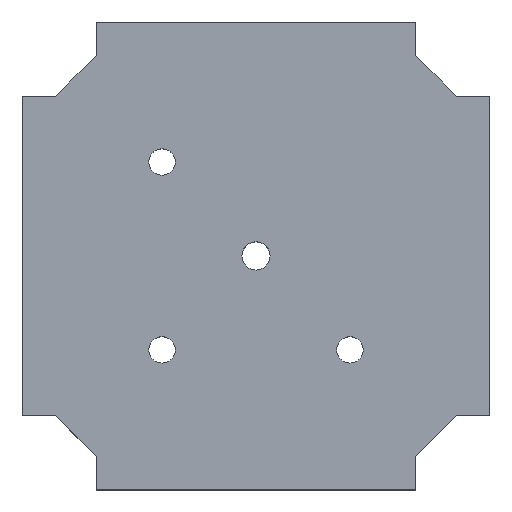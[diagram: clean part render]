
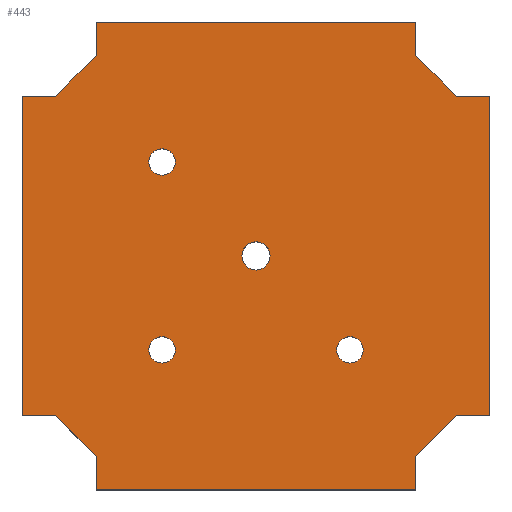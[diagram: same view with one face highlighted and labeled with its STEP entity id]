
A CAD part, top view. The second image highlights one B-rep face of the part: STEP entity #443.
In plain terms, the highlighted planar face has unit normal (0, 0, 1).
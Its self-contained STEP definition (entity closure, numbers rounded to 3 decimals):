
#19=FACE_BOUND('',#72,.T.);
#20=FACE_BOUND('',#73,.T.);
#21=FACE_BOUND('',#74,.T.);
#22=FACE_BOUND('',#75,.T.);
#27=CIRCLE('',#486,1.5);
#28=CIRCLE('',#487,1.4);
#29=CIRCLE('',#488,1.4);
#30=CIRCLE('',#489,1.4);
#49=FACE_OUTER_BOUND('',#71,.T.);
#71=EDGE_LOOP('',(#347,#348,#349,#350,#351,#352,#353,#354,#355,#356,#357,
#358,#359,#360,#361,#362));
#72=EDGE_LOOP('',(#363));
#73=EDGE_LOOP('',(#364));
#74=EDGE_LOOP('',(#365));
#75=EDGE_LOOP('',(#366));
#89=LINE('',#623,#141);
#93=LINE('',#630,#145);
#96=LINE('',#636,#148);
#99=LINE('',#644,#151);
#102=LINE('',#650,#154);
#106=LINE('',#657,#158);
#109=LINE('',#665,#161);
#113=LINE('',#672,#165);
#116=LINE('',#678,#168);
#119=LINE('',#686,#171);
#122=LINE('',#692,#174);
#126=LINE('',#699,#178);
#128=LINE('',#702,#180);
#130=LINE('',#705,#182);
#131=LINE('',#707,#183);
#132=LINE('',#708,#184);
#141=VECTOR('',#507,10.);
#145=VECTOR('',#513,10.);
#148=VECTOR('',#518,10.);
#151=VECTOR('',#523,10.);
#154=VECTOR('',#528,10.);
#158=VECTOR('',#534,10.);
#161=VECTOR('',#539,10.);
#165=VECTOR('',#545,10.);
#168=VECTOR('',#550,10.);
#171=VECTOR('',#555,10.);
#174=VECTOR('',#560,10.);
#178=VECTOR('',#566,10.);
#180=VECTOR('',#570,10.);
#182=VECTOR('',#574,10.);
#183=VECTOR('',#577,10.);
#184=VECTOR('',#578,10.);
#193=VERTEX_POINT('',#620);
#194=VERTEX_POINT('',#622);
#196=VERTEX_POINT('',#628);
#198=VERTEX_POINT('',#634);
#201=VERTEX_POINT('',#641);
#202=VERTEX_POINT('',#643);
#204=VERTEX_POINT('',#649);
#206=VERTEX_POINT('',#655);
#209=VERTEX_POINT('',#662);
#210=VERTEX_POINT('',#664);
#212=VERTEX_POINT('',#670);
#214=VERTEX_POINT('',#676);
#217=VERTEX_POINT('',#683);
#218=VERTEX_POINT('',#685);
#220=VERTEX_POINT('',#691);
#222=VERTEX_POINT('',#697);
#223=VERTEX_POINT('',#709);
#224=VERTEX_POINT('',#711);
#225=VERTEX_POINT('',#713);
#226=VERTEX_POINT('',#715);
#233=EDGE_CURVE('',#193,#194,#89,.T.);
#237=EDGE_CURVE('',#196,#193,#93,.T.);
#240=EDGE_CURVE('',#198,#196,#96,.T.);
#243=EDGE_CURVE('',#202,#201,#99,.T.);
#246=EDGE_CURVE('',#204,#202,#102,.T.);
#250=EDGE_CURVE('',#201,#206,#106,.T.);
#253=EDGE_CURVE('',#210,#209,#109,.T.);
#257=EDGE_CURVE('',#209,#212,#113,.T.);
#260=EDGE_CURVE('',#212,#214,#116,.T.);
#263=EDGE_CURVE('',#218,#217,#119,.T.);
#266=EDGE_CURVE('',#220,#218,#122,.T.);
#270=EDGE_CURVE('',#217,#222,#126,.T.);
#272=EDGE_CURVE('',#214,#194,#128,.T.);
#274=EDGE_CURVE('',#222,#210,#130,.T.);
#275=EDGE_CURVE('',#206,#220,#131,.T.);
#276=EDGE_CURVE('',#204,#198,#132,.T.);
#277=EDGE_CURVE('',#223,#223,#27,.T.);
#278=EDGE_CURVE('',#224,#224,#28,.T.);
#279=EDGE_CURVE('',#225,#225,#29,.T.);
#280=EDGE_CURVE('',#226,#226,#30,.T.);
#347=ORIENTED_EDGE('',*,*,#275,.T.);
#348=ORIENTED_EDGE('',*,*,#266,.T.);
#349=ORIENTED_EDGE('',*,*,#263,.T.);
#350=ORIENTED_EDGE('',*,*,#270,.T.);
#351=ORIENTED_EDGE('',*,*,#274,.T.);
#352=ORIENTED_EDGE('',*,*,#253,.T.);
#353=ORIENTED_EDGE('',*,*,#257,.T.);
#354=ORIENTED_EDGE('',*,*,#260,.T.);
#355=ORIENTED_EDGE('',*,*,#272,.T.);
#356=ORIENTED_EDGE('',*,*,#233,.F.);
#357=ORIENTED_EDGE('',*,*,#237,.F.);
#358=ORIENTED_EDGE('',*,*,#240,.F.);
#359=ORIENTED_EDGE('',*,*,#276,.F.);
#360=ORIENTED_EDGE('',*,*,#246,.T.);
#361=ORIENTED_EDGE('',*,*,#243,.T.);
#362=ORIENTED_EDGE('',*,*,#250,.T.);
#363=ORIENTED_EDGE('',*,*,#277,.T.);
#364=ORIENTED_EDGE('',*,*,#278,.T.);
#365=ORIENTED_EDGE('',*,*,#279,.T.);
#366=ORIENTED_EDGE('',*,*,#280,.T.);
#425=PLANE('',#485);
#443=ADVANCED_FACE('',(#49,#19,#20,#21,#22),#425,.T.);
#485=AXIS2_PLACEMENT_3D('',#706,#575,#576);
#486=AXIS2_PLACEMENT_3D('',#710,#579,#580);
#487=AXIS2_PLACEMENT_3D('',#712,#581,#582);
#488=AXIS2_PLACEMENT_3D('',#714,#583,#584);
#489=AXIS2_PLACEMENT_3D('',#716,#585,#586);
#507=DIRECTION('',(-1.,0.,0.));
#513=DIRECTION('',(-0.707,0.707,0.));
#518=DIRECTION('',(0.,1.,0.));
#523=DIRECTION('',(0.707,0.707,0.));
#528=DIRECTION('',(0.,1.,0.));
#534=DIRECTION('',(1.,0.,0.));
#539=DIRECTION('',(0.,-1.,0.));
#545=DIRECTION('',(-0.707,-0.707,0.));
#550=DIRECTION('',(-1.,0.,0.));
#555=DIRECTION('',(-0.707,0.707,0.));
#560=DIRECTION('',(-1.,0.,0.));
#566=DIRECTION('',(0.,1.,0.));
#570=DIRECTION('',(0.,-1.,0.));
#574=DIRECTION('',(-1.,0.,0.));
#575=DIRECTION('center_axis',(0.,0.,1.));
#576=DIRECTION('ref_axis',(1.,0.,0.));
#577=DIRECTION('',(0.,1.,0.));
#578=DIRECTION('',(-1.,0.,0.));
#579=DIRECTION('center_axis',(0.,0.,-1.));
#580=DIRECTION('ref_axis',(-1.,0.,0.));
#581=DIRECTION('center_axis',(0.,0.,-1.));
#582=DIRECTION('ref_axis',(-1.,0.,0.));
#583=DIRECTION('center_axis',(0.,0.,-1.));
#584=DIRECTION('ref_axis',(-1.,0.,0.));
#585=DIRECTION('center_axis',(0.,0.,-1.));
#586=DIRECTION('ref_axis',(-1.,0.,0.));
#620=CARTESIAN_POINT('',(-42.255,3.93,18.));
#622=CARTESIAN_POINT('',(-45.83,3.93,18.));
#623=CARTESIAN_POINT('',(-42.255,3.93,18.));
#628=CARTESIAN_POINT('',(-37.93,-0.395,18.));
#630=CARTESIAN_POINT('',(-37.93,-0.395,18.));
#634=CARTESIAN_POINT('',(-37.93,-3.97,18.));
#636=CARTESIAN_POINT('',(-37.93,-4.17,18.));
#641=CARTESIAN_POINT('',(0.395,3.93,18.));
#643=CARTESIAN_POINT('',(-3.971,-0.437,18.));
#644=CARTESIAN_POINT('',(-3.971,-0.437,18.));
#649=CARTESIAN_POINT('',(-3.971,-3.97,18.));
#650=CARTESIAN_POINT('',(-3.971,-4.17,18.));
#655=CARTESIAN_POINT('',(3.97,3.93,18.));
#657=CARTESIAN_POINT('',(0.395,3.93,18.));
#662=CARTESIAN_POINT('',(-37.93,42.255,18.));
#664=CARTESIAN_POINT('',(-37.93,45.83,18.));
#665=CARTESIAN_POINT('',(-37.93,46.03,18.));
#670=CARTESIAN_POINT('',(-42.255,37.93,18.));
#672=CARTESIAN_POINT('',(-37.93,42.255,18.));
#676=CARTESIAN_POINT('',(-45.83,37.93,18.));
#678=CARTESIAN_POINT('',(-42.255,37.93,18.));
#683=CARTESIAN_POINT('',(-3.93,42.255,18.));
#685=CARTESIAN_POINT('',(0.395,37.93,18.));
#686=CARTESIAN_POINT('',(0.395,37.93,18.));
#691=CARTESIAN_POINT('',(3.97,37.93,18.));
#692=CARTESIAN_POINT('',(4.17,37.93,18.));
#697=CARTESIAN_POINT('',(-3.93,45.83,18.));
#699=CARTESIAN_POINT('',(-3.93,42.255,18.));
#702=CARTESIAN_POINT('',(-45.83,37.93,18.));
#705=CARTESIAN_POINT('',(-3.93,45.83,18.));
#706=CARTESIAN_POINT('Origin',(2.141,20.93,18.));
#707=CARTESIAN_POINT('',(3.97,3.93,18.));
#708=CARTESIAN_POINT('',(-37.73,-3.97,18.));
#709=CARTESIAN_POINT('',(-19.43,20.93,18.));
#710=CARTESIAN_POINT('Origin',(-20.93,20.93,18.));
#711=CARTESIAN_POINT('',(-29.53,30.93,18.));
#712=CARTESIAN_POINT('Origin',(-30.93,30.93,18.));
#713=CARTESIAN_POINT('',(-29.53,10.93,18.));
#714=CARTESIAN_POINT('Origin',(-30.93,10.93,18.));
#715=CARTESIAN_POINT('',(-9.53,10.93,18.));
#716=CARTESIAN_POINT('Origin',(-10.93,10.93,18.));
